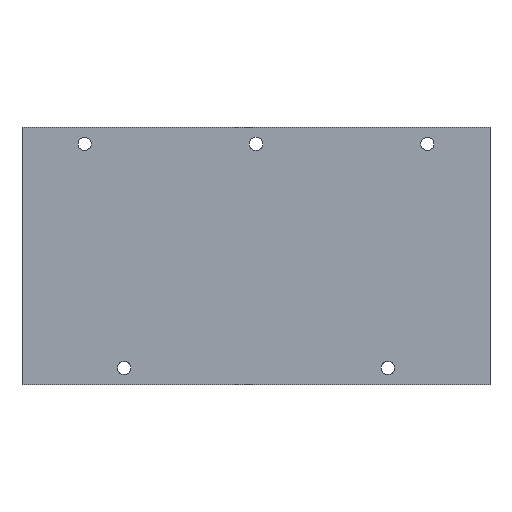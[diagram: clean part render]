
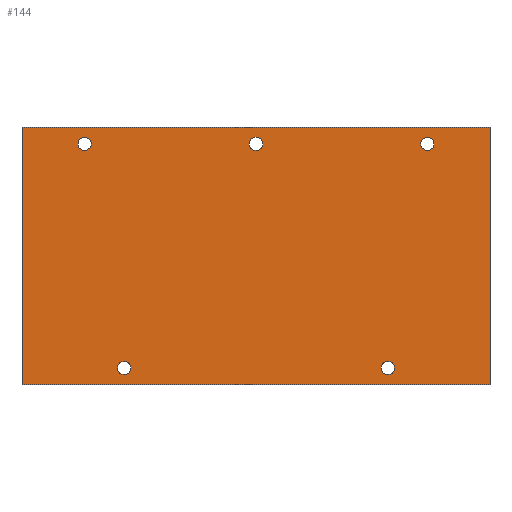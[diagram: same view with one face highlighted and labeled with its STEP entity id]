
A CAD part, top view. The second image highlights one B-rep face of the part: STEP entity #144.
In plain terms, the highlighted planar face has unit normal (0, 0, 1).
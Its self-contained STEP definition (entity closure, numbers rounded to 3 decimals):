
#1 = ORIENTED_EDGE ( 'NONE', *, *, #119, .F. ) ;
#5 = LINE ( 'NONE', #497, #472 ) ;
#8 = DIRECTION ( 'NONE',  ( 0., 0., 1. ) ) ;
#18 = DIRECTION ( 'NONE',  ( -1., 0., 0. ) ) ;
#21 = DIRECTION ( 'NONE',  ( 1., 0., 0. ) ) ;
#25 = AXIS2_PLACEMENT_3D ( 'NONE', #134, #415, #18 ) ;
#40 = CARTESIAN_POINT ( 'NONE',  ( 35.5, -19.5, 1.5 ) ) ;
#42 = CIRCLE ( 'NONE', #375, 1. ) ;
#43 = VERTEX_POINT ( 'NONE', #363 ) ;
#50 = FACE_BOUND ( 'NONE', #360, .T. ) ;
#58 = VERTEX_POINT ( 'NONE', #454 ) ;
#59 = CARTESIAN_POINT ( 'NONE',  ( 26., 17., 1.5 ) ) ;
#63 = EDGE_CURVE ( 'NONE', #260, #235, #555, .T. ) ;
#64 = LINE ( 'NONE', #189, #300 ) ;
#69 = AXIS2_PLACEMENT_3D ( 'NONE', #208, #387, #524 ) ;
#78 = FACE_BOUND ( 'NONE', #120, .T. ) ;
#80 = DIRECTION ( 'NONE',  ( 1., 0., 0. ) ) ;
#85 = DIRECTION ( 'NONE',  ( 1., 0., 0. ) ) ;
#92 = EDGE_CURVE ( 'NONE', #43, #153, #198, .T. ) ;
#102 = DIRECTION ( 'NONE',  ( 0., -1., 0. ) ) ;
#104 = DIRECTION ( 'NONE',  ( 0., 0., 1. ) ) ;
#107 = CIRCLE ( 'NONE', #246, 1. ) ;
#119 = EDGE_CURVE ( 'NONE', #519, #479, #288, .T. ) ;
#120 = EDGE_LOOP ( 'NONE', ( #196, #1 ) ) ;
#123 = CARTESIAN_POINT ( 'NONE',  ( 0., 17., 1.5 ) ) ;
#127 = DIRECTION ( 'NONE',  ( 1., 0., 0. ) ) ;
#130 = VERTEX_POINT ( 'NONE', #401 ) ;
#134 = CARTESIAN_POINT ( 'NONE',  ( 0., 0., 1.5 ) ) ;
#137 = DIRECTION ( 'NONE',  ( 0., 0., 1. ) ) ;
#138 = DIRECTION ( 'NONE',  ( 0., 0., 1. ) ) ;
#141 = ORIENTED_EDGE ( 'NONE', *, *, #283, .T. ) ;
#144 = ADVANCED_FACE ( 'NONE', ( #160, #405, #50, #517, #78, #388 ), #357, .F. ) ;
#146 = DIRECTION ( 'NONE',  ( -1., 0., 0. ) ) ;
#153 = VERTEX_POINT ( 'NONE', #233 ) ;
#160 = FACE_BOUND ( 'NONE', #551, .T. ) ;
#165 = DIRECTION ( 'NONE',  ( 1., 0., 0. ) ) ;
#173 = LINE ( 'NONE', #515, #289 ) ;
#187 = VECTOR ( 'NONE', #80, 1000. ) ;
#189 = CARTESIAN_POINT ( 'NONE',  ( 35.5, 19.5, 1.5 ) ) ;
#191 = EDGE_CURVE ( 'NONE', #483, #58, #5, .T. ) ;
#196 = ORIENTED_EDGE ( 'NONE', *, *, #400, .F. ) ;
#198 = CIRCLE ( 'NONE', #420, 1. ) ;
#208 = CARTESIAN_POINT ( 'NONE',  ( 20., -17., 1.5 ) ) ;
#221 = CARTESIAN_POINT ( 'NONE',  ( 26., 17., 1.5 ) ) ;
#233 = CARTESIAN_POINT ( 'NONE',  ( 27., 17., 1.5 ) ) ;
#235 = VERTEX_POINT ( 'NONE', #332 ) ;
#236 = CARTESIAN_POINT ( 'NONE',  ( 21., -17., 1.5 ) ) ;
#239 = ORIENTED_EDGE ( 'NONE', *, *, #494, .F. ) ;
#246 = AXIS2_PLACEMENT_3D ( 'NONE', #419, #104, #376 ) ;
#248 = EDGE_CURVE ( 'NONE', #362, #498, #107, .T. ) ;
#255 = DIRECTION ( 'NONE',  ( 0., 0., 1. ) ) ;
#260 = VERTEX_POINT ( 'NONE', #284 ) ;
#274 = EDGE_CURVE ( 'NONE', #465, #483, #64, .T. ) ;
#275 = CARTESIAN_POINT ( 'NONE',  ( -20., -17., 1.5 ) ) ;
#279 = VERTEX_POINT ( 'NONE', #236 ) ;
#283 = EDGE_CURVE ( 'NONE', #58, #130, #173, .T. ) ;
#284 = CARTESIAN_POINT ( 'NONE',  ( -1., 17., 1.5 ) ) ;
#288 = CIRCLE ( 'NONE', #450, 1. ) ;
#289 = VECTOR ( 'NONE', #102, 1000. ) ;
#291 = EDGE_LOOP ( 'NONE', ( #141, #429, #428, #533 ) ) ;
#292 = EDGE_LOOP ( 'NONE', ( #340, #302 ) ) ;
#297 = CARTESIAN_POINT ( 'NONE',  ( 19., -17., 1.5 ) ) ;
#298 = DIRECTION ( 'NONE',  ( 0., 0., 1. ) ) ;
#300 = VECTOR ( 'NONE', #464, 1000. ) ;
#302 = ORIENTED_EDGE ( 'NONE', *, *, #303, .F. ) ;
#303 = EDGE_CURVE ( 'NONE', #562, #279, #528, .T. ) ;
#305 = CARTESIAN_POINT ( 'NONE',  ( 35.5, 19.5, 1.5 ) ) ;
#311 = EDGE_CURVE ( 'NONE', #153, #43, #42, .T. ) ;
#315 = DIRECTION ( 'NONE',  ( 1., 0., 0. ) ) ;
#319 = EDGE_LOOP ( 'NONE', ( #510, #532 ) ) ;
#323 = DIRECTION ( 'NONE',  ( 0., 0., 1. ) ) ;
#324 = DIRECTION ( 'NONE',  ( 1., 0., 0. ) ) ;
#331 = AXIS2_PLACEMENT_3D ( 'NONE', #359, #8, #315 ) ;
#332 = CARTESIAN_POINT ( 'NONE',  ( 1., 17., 1.5 ) ) ;
#340 = ORIENTED_EDGE ( 'NONE', *, *, #550, .F. ) ;
#341 = CIRCLE ( 'NONE', #509, 1. ) ;
#348 = CARTESIAN_POINT ( 'NONE',  ( -26., 17., 1.5 ) ) ;
#350 = CARTESIAN_POINT ( 'NONE',  ( -19., -17., 1.5 ) ) ;
#352 = CARTESIAN_POINT ( 'NONE',  ( -25., 17., 1.5 ) ) ;
#357 = PLANE ( 'NONE',  #25 ) ;
#359 = CARTESIAN_POINT ( 'NONE',  ( 0., 17., 1.5 ) ) ;
#360 = EDGE_LOOP ( 'NONE', ( #239, #569 ) ) ;
#362 = VERTEX_POINT ( 'NONE', #367 ) ;
#363 = CARTESIAN_POINT ( 'NONE',  ( 25., 17., 1.5 ) ) ;
#367 = CARTESIAN_POINT ( 'NONE',  ( -27., 17., 1.5 ) ) ;
#375 = AXIS2_PLACEMENT_3D ( 'NONE', #59, #323, #21 ) ;
#376 = DIRECTION ( 'NONE',  ( 1., 0., 0. ) ) ;
#381 = CIRCLE ( 'NONE', #69, 1. ) ;
#386 = ORIENTED_EDGE ( 'NONE', *, *, #311, .F. ) ;
#387 = DIRECTION ( 'NONE',  ( 0., 0., 1. ) ) ;
#388 = FACE_OUTER_BOUND ( 'NONE', #291, .T. ) ;
#395 = CARTESIAN_POINT ( 'NONE',  ( 35.5, -19.5, 1.5 ) ) ;
#400 = EDGE_CURVE ( 'NONE', #479, #519, #477, .T. ) ;
#401 = CARTESIAN_POINT ( 'NONE',  ( -35.5, -19.5, 1.5 ) ) ;
#405 = FACE_BOUND ( 'NONE', #319, .T. ) ;
#414 = DIRECTION ( 'NONE',  ( 1., 0., 0. ) ) ;
#415 = DIRECTION ( 'NONE',  ( 0., 0., -1. ) ) ;
#419 = CARTESIAN_POINT ( 'NONE',  ( -26., 17., 1.5 ) ) ;
#420 = AXIS2_PLACEMENT_3D ( 'NONE', #221, #538, #85 ) ;
#428 = ORIENTED_EDGE ( 'NONE', *, *, #274, .T. ) ;
#429 = ORIENTED_EDGE ( 'NONE', *, *, #496, .T. ) ;
#430 = CIRCLE ( 'NONE', #478, 1. ) ;
#431 = AXIS2_PLACEMENT_3D ( 'NONE', #463, #137, #414 ) ;
#433 = EDGE_CURVE ( 'NONE', #498, #362, #341, .T. ) ;
#443 = DIRECTION ( 'NONE',  ( 0., 0., 1. ) ) ;
#444 = AXIS2_PLACEMENT_3D ( 'NONE', #493, #255, #529 ) ;
#450 = AXIS2_PLACEMENT_3D ( 'NONE', #275, #138, #324 ) ;
#454 = CARTESIAN_POINT ( 'NONE',  ( -35.5, 19.5, 1.5 ) ) ;
#463 = CARTESIAN_POINT ( 'NONE',  ( 20., -17., 1.5 ) ) ;
#464 = DIRECTION ( 'NONE',  ( 0., 1., 0. ) ) ;
#465 = VERTEX_POINT ( 'NONE', #40 ) ;
#472 = VECTOR ( 'NONE', #146, 1000. ) ;
#477 = CIRCLE ( 'NONE', #444, 1. ) ;
#478 = AXIS2_PLACEMENT_3D ( 'NONE', #123, #443, #165 ) ;
#479 = VERTEX_POINT ( 'NONE', #350 ) ;
#483 = VERTEX_POINT ( 'NONE', #305 ) ;
#490 = CARTESIAN_POINT ( 'NONE',  ( -21., -17., 1.5 ) ) ;
#493 = CARTESIAN_POINT ( 'NONE',  ( -20., -17., 1.5 ) ) ;
#494 = EDGE_CURVE ( 'NONE', #235, #260, #430, .T. ) ;
#495 = ORIENTED_EDGE ( 'NONE', *, *, #92, .F. ) ;
#496 = EDGE_CURVE ( 'NONE', #130, #465, #547, .T. ) ;
#497 = CARTESIAN_POINT ( 'NONE',  ( 35.5, 19.5, 1.5 ) ) ;
#498 = VERTEX_POINT ( 'NONE', #352 ) ;
#509 = AXIS2_PLACEMENT_3D ( 'NONE', #348, #298, #127 ) ;
#510 = ORIENTED_EDGE ( 'NONE', *, *, #433, .F. ) ;
#515 = CARTESIAN_POINT ( 'NONE',  ( -35.5, 19.5, 1.5 ) ) ;
#517 = FACE_BOUND ( 'NONE', #292, .T. ) ;
#519 = VERTEX_POINT ( 'NONE', #490 ) ;
#524 = DIRECTION ( 'NONE',  ( 1., 0., 0. ) ) ;
#528 = CIRCLE ( 'NONE', #431, 1. ) ;
#529 = DIRECTION ( 'NONE',  ( 1., 0., 0. ) ) ;
#532 = ORIENTED_EDGE ( 'NONE', *, *, #248, .F. ) ;
#533 = ORIENTED_EDGE ( 'NONE', *, *, #191, .T. ) ;
#538 = DIRECTION ( 'NONE',  ( 0., 0., 1. ) ) ;
#547 = LINE ( 'NONE', #395, #187 ) ;
#550 = EDGE_CURVE ( 'NONE', #279, #562, #381, .T. ) ;
#551 = EDGE_LOOP ( 'NONE', ( #386, #495 ) ) ;
#555 = CIRCLE ( 'NONE', #331, 1. ) ;
#562 = VERTEX_POINT ( 'NONE', #297 ) ;
#569 = ORIENTED_EDGE ( 'NONE', *, *, #63, .F. ) ;
